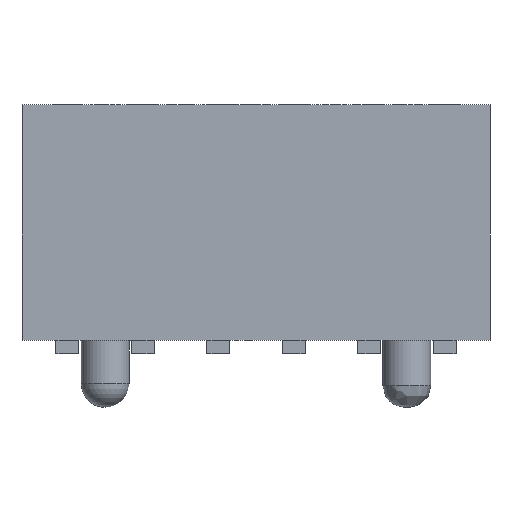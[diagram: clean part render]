
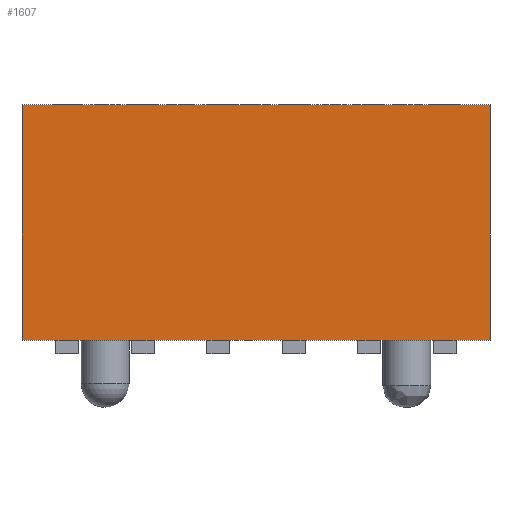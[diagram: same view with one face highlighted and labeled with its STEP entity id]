
A CAD part, front view. The second image highlights one B-rep face of the part: STEP entity #1607.
In plain terms, the highlighted planar face has unit normal (0, -1, 0).
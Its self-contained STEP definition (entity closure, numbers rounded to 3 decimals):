
#1582 = VERTEX_POINT('',#1583);
#1583 = CARTESIAN_POINT('',(2.602,-1.537,3.314));
#1589 = EDGE_CURVE('',#1582,#1590,#1592,.T.);
#1590 = VERTEX_POINT('',#1591);
#1591 = CARTESIAN_POINT('',(2.602,-1.537,0.19));
#1592 = LINE('',#1593,#1594);
#1593 = CARTESIAN_POINT('',(2.602,-1.537,3.314));
#1594 = VECTOR('',#1595,1.);
#1595 = DIRECTION('',(0.,0.,-1.));
#1607 = ADVANCED_FACE('',(#1608),#1633,.F.);
#1608 = FACE_BOUND('',#1609,.T.);
#1609 = EDGE_LOOP('',(#1610,#1618,#1619,#1627));
#1610 = ORIENTED_EDGE('',*,*,#1611,.T.);
#1611 = EDGE_CURVE('',#1612,#1590,#1614,.T.);
#1612 = VERTEX_POINT('',#1613);
#1613 = CARTESIAN_POINT('',(-3.602,-1.537,0.19));
#1614 = LINE('',#1615,#1616);
#1615 = CARTESIAN_POINT('',(-3.602,-1.537,0.19));
#1616 = VECTOR('',#1617,1.);
#1617 = DIRECTION('',(1.,0.,0.));
#1618 = ORIENTED_EDGE('',*,*,#1589,.F.);
#1619 = ORIENTED_EDGE('',*,*,#1620,.F.);
#1620 = EDGE_CURVE('',#1621,#1582,#1623,.T.);
#1621 = VERTEX_POINT('',#1622);
#1622 = CARTESIAN_POINT('',(-3.602,-1.537,3.314));
#1623 = LINE('',#1624,#1625);
#1624 = CARTESIAN_POINT('',(-3.602,-1.537,3.314));
#1625 = VECTOR('',#1626,1.);
#1626 = DIRECTION('',(1.,0.,0.));
#1627 = ORIENTED_EDGE('',*,*,#1628,.T.);
#1628 = EDGE_CURVE('',#1621,#1612,#1629,.T.);
#1629 = LINE('',#1630,#1631);
#1630 = CARTESIAN_POINT('',(-3.602,-1.537,3.314));
#1631 = VECTOR('',#1632,1.);
#1632 = DIRECTION('',(0.,0.,-1.));
#1633 = PLANE('',#1634);
#1634 = AXIS2_PLACEMENT_3D('',#1635,#1636,#1637);
#1635 = CARTESIAN_POINT('',(-3.602,-1.537,3.314));
#1636 = DIRECTION('',(0.,1.,0.));
#1637 = DIRECTION('',(-1.,0.,0.));
